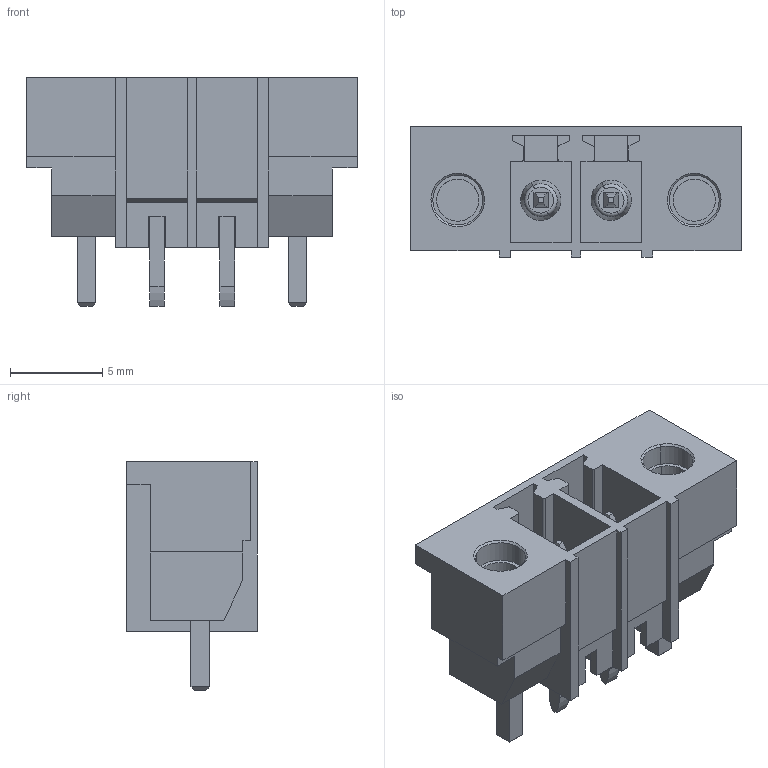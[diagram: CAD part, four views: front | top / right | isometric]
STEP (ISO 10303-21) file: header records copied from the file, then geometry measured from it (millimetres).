
FILE_DESCRIPTION(('CATIA V5 STEP Exchange','CAx-IF Rec.Pracs.--- Model Styling and Organization---1.2---2011-12-15'),'2;1');
FILE_NAME ('D1457684_0_1863230000_1863230000.stp','2018-10-12T10:07:24+00:00',('none'),('Weidmueller'),'CATIA Version 5-6 Release 2014','CATIA V5 STEP AP214','none');
FILE_SCHEMA(('AUTOMOTIVE_DESIGN { 1 0 10303 214 1 1 1 1 }'));
Length unit declared in the file: millimetre
Products named in the file (1): 1863230000
Bounding box: 17.91 x 7.07 x 12.4 mm (x, y, z)
Volume: 610.4 mm3; surface area: 1200.4 mm2
Topology: 5 solids, 5 shells, 198 faces, 530 edges, 352 vertices
Faces by surface type: plane 160, cylinder 26, cone 8, torus 4
Entity records: 5739 total; most frequent: ORIENTED_EDGE 1060, CARTESIAN_POINT 1041, DIRECTION 778, EDGE_CURVE 530, VECTOR 454, LINE 454, VERTEX_POINT 352, EDGE_LOOP 212
